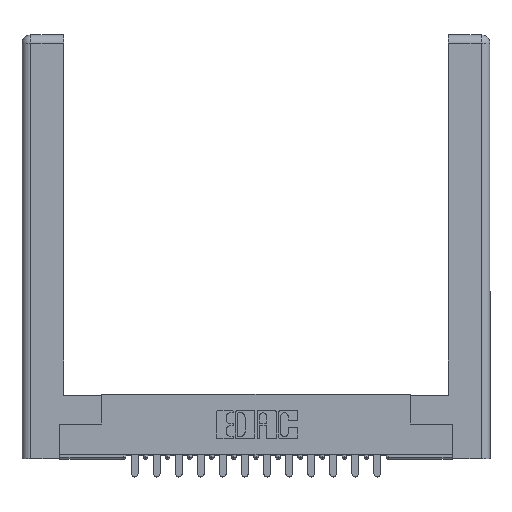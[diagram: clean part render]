
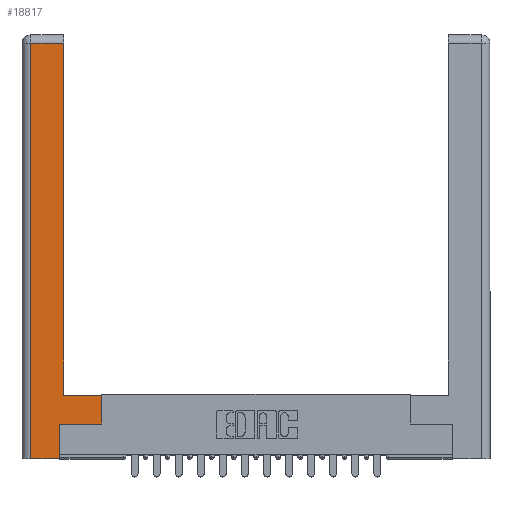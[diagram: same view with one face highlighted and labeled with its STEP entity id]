
A CAD part, top view. The second image highlights one B-rep face of the part: STEP entity #18817.
In plain terms, the highlighted planar face has unit normal (0, 0, 1).
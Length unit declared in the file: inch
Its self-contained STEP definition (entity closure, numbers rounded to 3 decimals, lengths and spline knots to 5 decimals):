
#157 = CARTESIAN_POINT ( 'NONE',  ( 0.0615, 2.94, 0. ) ) ;
#526 = CARTESIAN_POINT ( 'NONE',  ( 0.0615, 0., 0. ) ) ;
#839 = EDGE_CURVE ( 'NONE', #14150, #12821, #5971, .T. ) ;
#856 = CARTESIAN_POINT ( 'NONE',  ( 0.295, 0.45, 0. ) ) ;
#1114 = ORIENTED_EDGE ( 'NONE', *, *, #18822, .T. ) ;
#1600 = DIRECTION ( 'NONE',  ( 0., 1., 0. ) ) ;
#2772 = VERTEX_POINT ( 'NONE', #3567 ) ;
#2843 = LINE ( 'NONE', #856, #9880 ) ;
#2893 = DIRECTION ( 'NONE',  ( 0., 1., 0. ) ) ;
#3072 = EDGE_CURVE ( 'NONE', #12821, #7217, #19123, .T. ) ;
#3138 = CARTESIAN_POINT ( 'NONE',  ( 0.0615, 0., 0. ) ) ;
#3567 = CARTESIAN_POINT ( 'NONE',  ( 0.295, 0.45, 0. ) ) ;
#3805 = ORIENTED_EDGE ( 'NONE', *, *, #839, .T. ) ;
#4318 = EDGE_CURVE ( 'NONE', #16752, #14150, #5848, .T. ) ;
#4427 = ORIENTED_EDGE ( 'NONE', *, *, #16101, .T. ) ;
#4545 = CARTESIAN_POINT ( 'NONE',  ( 0.295, 3., 0. ) ) ;
#4704 = VERTEX_POINT ( 'NONE', #526 ) ;
#5848 = LINE ( 'NONE', #13378, #16806 ) ;
#5971 = LINE ( 'NONE', #8350, #10199 ) ;
#6460 = CARTESIAN_POINT ( 'NONE',  ( 0.295, 2.94, 0. ) ) ;
#6895 = DIRECTION ( 'NONE',  ( 1., 0., 0. ) ) ;
#7097 = CARTESIAN_POINT ( 'NONE',  ( 0.265, 0., 0. ) ) ;
#7217 = VERTEX_POINT ( 'NONE', #17017 ) ;
#7220 = EDGE_LOOP ( 'NONE', ( #15770, #1114, #11770, #4427, #8632, #3805, #12553, #15044 ) ) ;
#7261 = DIRECTION ( 'NONE',  ( 0., 1., 0. ) ) ;
#7564 = EDGE_CURVE ( 'NONE', #2772, #15264, #16174, .T. ) ;
#7890 = AXIS2_PLACEMENT_3D ( 'NONE', #11358, #17026, #8133 ) ;
#7933 = LINE ( 'NONE', #3138, #14496 ) ;
#8133 = DIRECTION ( 'NONE',  ( -1., 0., 0. ) ) ;
#8204 = PLANE ( 'NONE',  #7890 ) ;
#8350 = CARTESIAN_POINT ( 'NONE',  ( 0.565, 0.245, 0. ) ) ;
#8465 = CARTESIAN_POINT ( 'NONE',  ( 0.565, 0.245, 0. ) ) ;
#8589 = EDGE_CURVE ( 'NONE', #7217, #2772, #2843, .T. ) ;
#8632 = ORIENTED_EDGE ( 'NONE', *, *, #4318, .T. ) ;
#9880 = VECTOR ( 'NONE', #17258, 39.37008 ) ;
#10006 = VECTOR ( 'NONE', #17510, 39.37008 ) ;
#10199 = VECTOR ( 'NONE', #6895, 39.37008 ) ;
#10757 = CARTESIAN_POINT ( 'NONE',  ( 0.265, 0.245, 0. ) ) ;
#10887 = DIRECTION ( 'NONE',  ( 0., -1., 0. ) ) ;
#11246 = CARTESIAN_POINT ( 'NONE',  ( 0.265, 0., 0. ) ) ;
#11358 = CARTESIAN_POINT ( 'NONE',  ( 0., 0., 0. ) ) ;
#11420 = LINE ( 'NONE', #7097, #10006 ) ;
#11770 = ORIENTED_EDGE ( 'NONE', *, *, #14102, .T. ) ;
#11883 = CARTESIAN_POINT ( 'NONE',  ( 0.565, 0.45, 0. ) ) ;
#12433 = VERTEX_POINT ( 'NONE', #157 ) ;
#12553 = ORIENTED_EDGE ( 'NONE', *, *, #3072, .T. ) ;
#12740 = VECTOR ( 'NONE', #1600, 39.37008 ) ;
#12821 = VERTEX_POINT ( 'NONE', #8465 ) ;
#13378 = CARTESIAN_POINT ( 'NONE',  ( 0.265, 0.245, 0. ) ) ;
#13652 = VECTOR ( 'NONE', #2893, 39.37008 ) ;
#14102 = EDGE_CURVE ( 'NONE', #12433, #4704, #7933, .T. ) ;
#14150 = VERTEX_POINT ( 'NONE', #10757 ) ;
#14189 = LINE ( 'NONE', #17484, #14623 ) ;
#14496 = VECTOR ( 'NONE', #10887, 39.37008 ) ;
#14623 = VECTOR ( 'NONE', #19010, 39.37008 ) ;
#15044 = ORIENTED_EDGE ( 'NONE', *, *, #8589, .T. ) ;
#15264 = VERTEX_POINT ( 'NONE', #6460 ) ;
#15770 = ORIENTED_EDGE ( 'NONE', *, *, #7564, .T. ) ;
#16101 = EDGE_CURVE ( 'NONE', #4704, #16752, #11420, .T. ) ;
#16174 = LINE ( 'NONE', #4545, #12740 ) ;
#16752 = VERTEX_POINT ( 'NONE', #11246 ) ;
#16806 = VECTOR ( 'NONE', #7261, 39.37008 ) ;
#17017 = CARTESIAN_POINT ( 'NONE',  ( 0.565, 0.45, 0. ) ) ;
#17026 = DIRECTION ( 'NONE',  ( 0., 0., -1. ) ) ;
#17258 = DIRECTION ( 'NONE',  ( -1., 0., 0. ) ) ;
#17484 = CARTESIAN_POINT ( 'NONE',  ( 0.0615, 2.94, 0. ) ) ;
#17486 = FACE_OUTER_BOUND ( 'NONE', #7220, .T. ) ;
#17510 = DIRECTION ( 'NONE',  ( 1., 0., 0. ) ) ;
#18817 = ADVANCED_FACE ( 'NONE', ( #17486 ), #8204, .F. ) ;
#18822 = EDGE_CURVE ( 'NONE', #15264, #12433, #14189, .T. ) ;
#19010 = DIRECTION ( 'NONE',  ( -1., 0., 0. ) ) ;
#19123 = LINE ( 'NONE', #11883, #13652 ) ;
